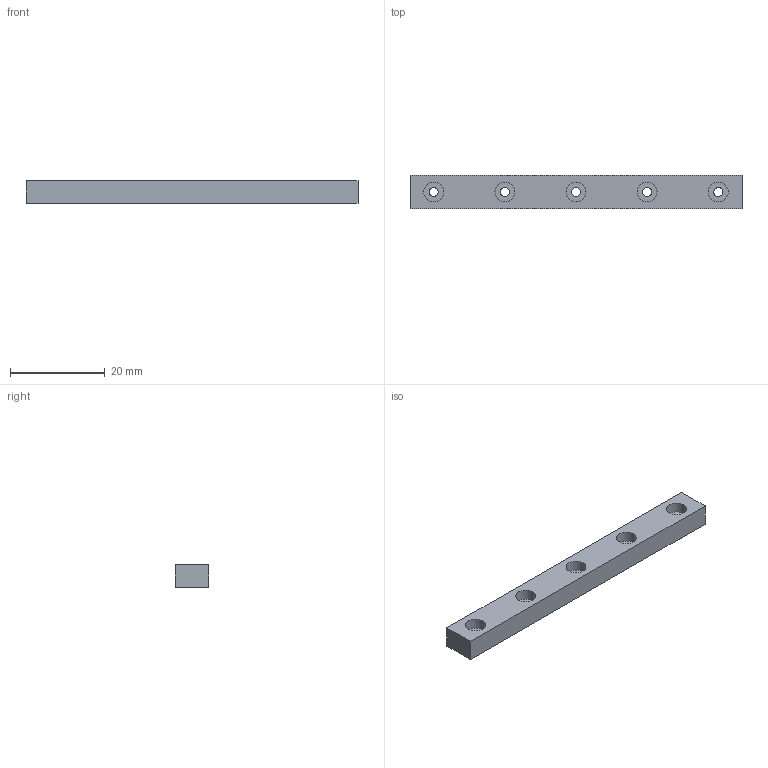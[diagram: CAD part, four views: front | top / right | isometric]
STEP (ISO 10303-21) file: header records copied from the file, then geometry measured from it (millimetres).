
FILE_DESCRIPTION(/* description */ (''),/* implementation_level */ '2;1');
FILE_NAME(/* name */ 'RSEB8-70_rail.step',/* time_stamp */ '2022-12-29T18:00:47+09:00',/* author */ (''),/* organization */ (''),/* preprocessor_version */ 'ST-DEVELOPER v19.2',/* originating_system */ 'Autodesk Translation Framework v11.17.0.187',/* authorisation */ '');
FILE_SCHEMA (('AUTOMOTIVE_DESIGN { 1 0 10303 214 3 1 1 }'));
Length unit declared in the file: millimetre
Products named in the file (1): RSEB8-70_original
Bounding box: 70 x 7 x 4.7 mm (x, y, z)
Volume: 2109.6 mm3; surface area: 1898.8 mm2
Topology: 1 solids, 1 shells, 22 faces, 45 edges, 30 vertices
Faces by surface type: cylinder 11, plane 11
Full cylindrical faces by diameter (mm): 1.9 x4, 4.2 x5
Entity records: 644 total; most frequent: DIRECTION 113, CARTESIAN_POINT 98, ORIENTED_EDGE 90, EDGE_CURVE 45, AXIS2_PLACEMENT_3D 45, EDGE_LOOP 37, VERTEX_POINT 30, LINE 23
